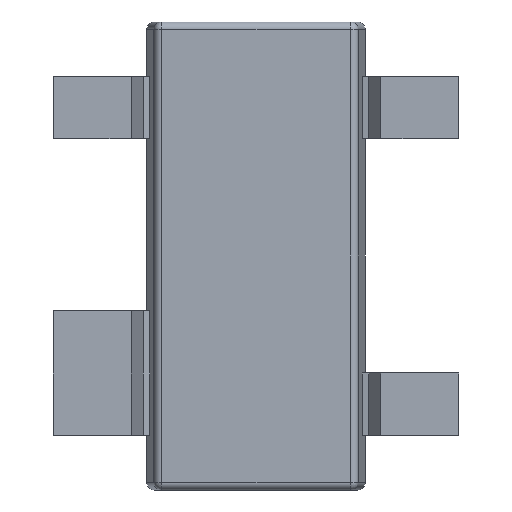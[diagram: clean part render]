
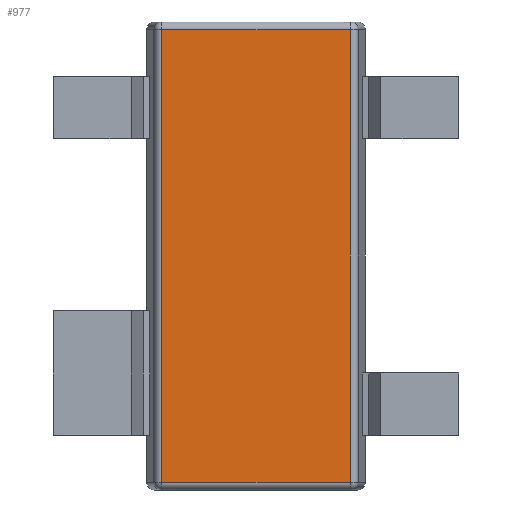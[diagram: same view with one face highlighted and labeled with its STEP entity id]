
A CAD part, front view. The second image highlights one B-rep face of the part: STEP entity #977.
In plain terms, the highlighted planar face has unit normal (0, -1, 0).
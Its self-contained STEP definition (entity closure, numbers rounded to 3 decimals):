
#937 = ORIENTED_EDGE ( 'NONE', *, *, #1124, .T. ) ;
#945 = VERTEX_POINT ( 'NONE', #2657 ) ;
#952 = ORIENTED_EDGE ( 'NONE', *, *, #3541, .T. ) ;
#976 = ORIENTED_EDGE ( 'NONE', *, *, #985, .T. ) ;
#977 = ADVANCED_FACE ( 'NONE', ( #2771 ), #2795, .T. ) ;
#985 = EDGE_CURVE ( 'NONE', #1161, #945, #2765, .T. ) ;
#986 = EDGE_LOOP ( 'NONE', ( #937, #1254, #976, #952 ) ) ;
#1124 = EDGE_CURVE ( 'NONE', #1167, #1171, #2951, .T. ) ;
#1161 = VERTEX_POINT ( 'NONE', #2967 ) ;
#1167 = VERTEX_POINT ( 'NONE', #2965 ) ;
#1171 = VERTEX_POINT ( 'NONE', #3000 ) ;
#1254 = ORIENTED_EDGE ( 'NONE', *, *, #1258, .T. ) ;
#1258 = EDGE_CURVE ( 'NONE', #1171, #1161, #3042, .T. ) ;
#2657 = CARTESIAN_POINT ( 'NONE',  ( 1.255, 0., -2.95 ) ) ;
#2755 = DIRECTION ( 'NONE',  ( 0., 0., -1. ) ) ;
#2763 = DIRECTION ( 'NONE',  ( 1., 0., 0. ) ) ;
#2764 = CARTESIAN_POINT ( 'NONE',  ( 1.3, 0., -2.95 ) ) ;
#2765 = LINE ( 'NONE', #2764, #2817 ) ;
#2767 = AXIS2_PLACEMENT_3D ( 'NONE', #2779, #2778, #2755 ) ;
#2771 = FACE_OUTER_BOUND ( 'NONE', #986, .T. ) ;
#2778 = DIRECTION ( 'NONE',  ( 0., -1., 0. ) ) ;
#2779 = CARTESIAN_POINT ( 'NONE',  ( 0., 0., -3. ) ) ;
#2795 = PLANE ( 'NONE',  #2767 ) ;
#2817 = VECTOR ( 'NONE', #2763, 1000. ) ;
#2951 = LINE ( 'NONE', #3004, #2954 ) ;
#2954 = VECTOR ( 'NONE', #2978, 1000. ) ;
#2965 = CARTESIAN_POINT ( 'NONE',  ( 1.255, 0., -0.05 ) ) ;
#2967 = CARTESIAN_POINT ( 'NONE',  ( 0.045, 0., -2.95 ) ) ;
#2978 = DIRECTION ( 'NONE',  ( -1., 0., 0. ) ) ;
#3000 = CARTESIAN_POINT ( 'NONE',  ( 0.045, 0., -0.05 ) ) ;
#3004 = CARTESIAN_POINT ( 'NONE',  ( 0., 0., -0.05 ) ) ;
#3042 = LINE ( 'NONE', #3052, #3048 ) ;
#3047 = DIRECTION ( 'NONE',  ( 0., 0., -1. ) ) ;
#3048 = VECTOR ( 'NONE', #3047, 1000. ) ;
#3052 = CARTESIAN_POINT ( 'NONE',  ( 0.045, 0., -3. ) ) ;
#3541 = EDGE_CURVE ( 'NONE', #945, #1167, #11334, .T. ) ;
#11285 = CARTESIAN_POINT ( 'NONE',  ( 1.255, 0., -3. ) ) ;
#11320 = DIRECTION ( 'NONE',  ( 0., 0., 1. ) ) ;
#11334 = LINE ( 'NONE', #11285, #11376 ) ;
#11376 = VECTOR ( 'NONE', #11320, 1000. ) ;
